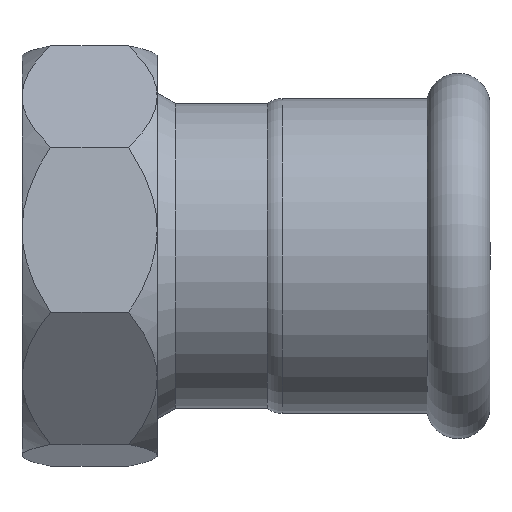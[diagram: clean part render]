
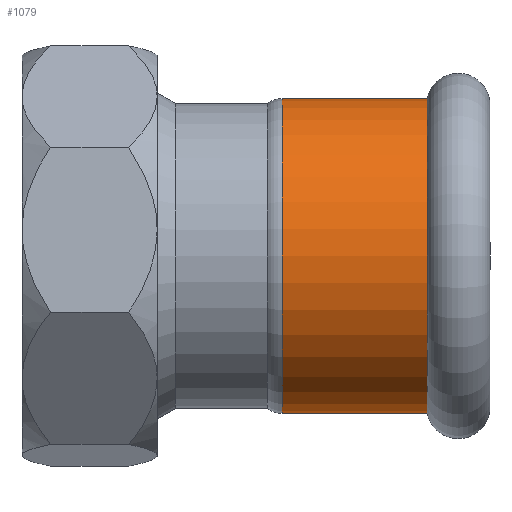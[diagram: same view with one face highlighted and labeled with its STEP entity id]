
A CAD part, front view. The second image highlights one B-rep face of the part: STEP entity #1079.
In plain terms, the highlighted cylindrical face has radius 22.7 mm (diameter 45.4 mm), a full revolution.
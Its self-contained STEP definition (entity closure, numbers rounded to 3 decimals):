
#95=LINE('',#1766,#131);
#131=VECTOR('',#1394,22.7);
#167=CYLINDRICAL_SURFACE('',#1188,22.7);
#190=FACE_OUTER_BOUND('',#256,.T.);
#256=EDGE_LOOP('',(#753,#754,#755,#756,#757,#758,#759,#760));
#324=CIRCLE('',#1161,22.7);
#325=CIRCLE('',#1162,22.7);
#330=CIRCLE('',#1167,22.7);
#341=CIRCLE('',#1182,22.7);
#342=CIRCLE('',#1183,22.7);
#343=CIRCLE('',#1184,22.7);
#430=VERTEX_POINT('',#1716);
#431=VERTEX_POINT('',#1717);
#432=VERTEX_POINT('',#1719);
#445=VERTEX_POINT('',#1754);
#446=VERTEX_POINT('',#1755);
#447=VERTEX_POINT('',#1757);
#545=EDGE_CURVE('',#430,#431,#324,.T.);
#546=EDGE_CURVE('',#431,#432,#325,.T.);
#551=EDGE_CURVE('',#432,#430,#330,.T.);
#564=EDGE_CURVE('',#445,#446,#341,.T.);
#565=EDGE_CURVE('',#447,#445,#342,.T.);
#566=EDGE_CURVE('',#446,#447,#343,.T.);
#570=EDGE_CURVE('',#431,#447,#95,.T.);
#753=ORIENTED_EDGE('',*,*,#545,.F.);
#754=ORIENTED_EDGE('',*,*,#551,.F.);
#755=ORIENTED_EDGE('',*,*,#546,.F.);
#756=ORIENTED_EDGE('',*,*,#570,.T.);
#757=ORIENTED_EDGE('',*,*,#565,.T.);
#758=ORIENTED_EDGE('',*,*,#564,.T.);
#759=ORIENTED_EDGE('',*,*,#566,.T.);
#760=ORIENTED_EDGE('',*,*,#570,.F.);
#1079=ADVANCED_FACE('',(#190),#167,.T.);
#1161=AXIS2_PLACEMENT_3D('',#1718,#1336,#1337);
#1162=AXIS2_PLACEMENT_3D('',#1720,#1338,#1339);
#1167=AXIS2_PLACEMENT_3D('',#1728,#1348,#1349);
#1182=AXIS2_PLACEMENT_3D('',#1756,#1380,#1381);
#1183=AXIS2_PLACEMENT_3D('',#1758,#1382,#1383);
#1184=AXIS2_PLACEMENT_3D('',#1759,#1384,#1385);
#1188=AXIS2_PLACEMENT_3D('',#1765,#1392,#1393);
#1336=DIRECTION('center_axis',(1.,0.,0.));
#1337=DIRECTION('ref_axis',(0.,1.,0.));
#1338=DIRECTION('center_axis',(1.,0.,0.));
#1339=DIRECTION('ref_axis',(0.,1.,0.));
#1348=DIRECTION('center_axis',(1.,0.,0.));
#1349=DIRECTION('ref_axis',(0.,1.,0.));
#1380=DIRECTION('center_axis',(1.,0.,0.));
#1381=DIRECTION('ref_axis',(0.,1.,0.));
#1382=DIRECTION('center_axis',(1.,0.,0.));
#1383=DIRECTION('ref_axis',(0.,1.,0.));
#1384=DIRECTION('center_axis',(1.,0.,0.));
#1385=DIRECTION('ref_axis',(0.,1.,0.));
#1392=DIRECTION('center_axis',(1.,0.,0.));
#1393=DIRECTION('ref_axis',(0.,1.,0.));
#1394=DIRECTION('',(-1.,0.,0.));
#1716=CARTESIAN_POINT('',(-9.064,22.7,0.));
#1717=CARTESIAN_POINT('',(-9.064,-22.7,0.));
#1718=CARTESIAN_POINT('Origin',(-9.064,0.,0.));
#1719=CARTESIAN_POINT('',(-9.064,0.,-22.7));
#1720=CARTESIAN_POINT('Origin',(-9.064,0.,0.));
#1728=CARTESIAN_POINT('Origin',(-9.064,0.,0.));
#1754=CARTESIAN_POINT('',(-30.,22.7,0.));
#1755=CARTESIAN_POINT('',(-30.,0.,22.7));
#1756=CARTESIAN_POINT('Origin',(-30.,0.,0.));
#1757=CARTESIAN_POINT('',(-30.,-22.7,0.));
#1758=CARTESIAN_POINT('Origin',(-30.,0.,0.));
#1759=CARTESIAN_POINT('Origin',(-30.,0.,0.));
#1765=CARTESIAN_POINT('Origin',(-19.532,0.,0.));
#1766=CARTESIAN_POINT('',(-19.532,-22.7,0.));
